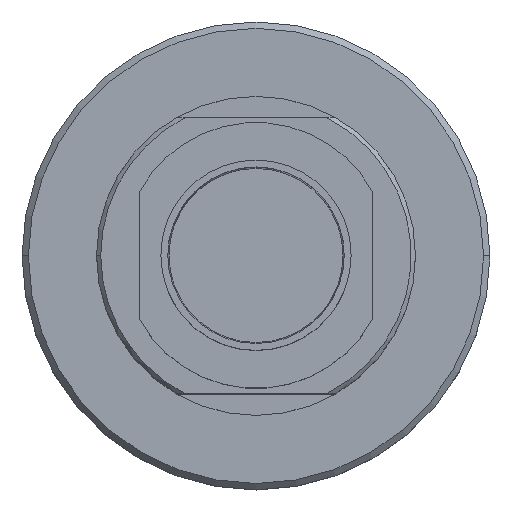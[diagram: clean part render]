
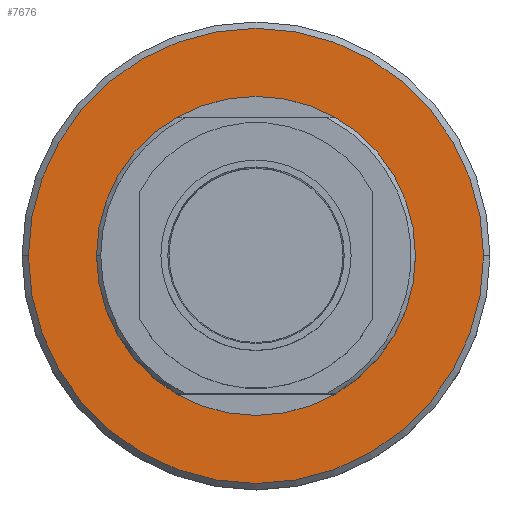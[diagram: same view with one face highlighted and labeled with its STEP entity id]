
A CAD part, top view. The second image highlights one B-rep face of the part: STEP entity #7676.
In plain terms, the highlighted planar face has unit normal (0, 0, 1).
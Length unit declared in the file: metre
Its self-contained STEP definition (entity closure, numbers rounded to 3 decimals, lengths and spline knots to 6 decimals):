
#223 = AXIS2_PLACEMENT_3D ( 'NONE', #2841, #7353, #3474 ) ;
#234 = ORIENTED_EDGE ( 'NONE', *, *, #1372, .T. ) ;
#255 = EDGE_CURVE ( 'NONE', #5187, #942, #627, .T. ) ;
#320 = DIRECTION ( 'NONE',  ( -1., 0., 0. ) ) ;
#627 = CIRCLE ( 'NONE', #3213, 0.0055 ) ;
#736 = EDGE_LOOP ( 'NONE', ( #6708, #234 ) ) ;
#740 = DIRECTION ( 'NONE',  ( 0., 0., -1. ) ) ;
#942 = VERTEX_POINT ( 'NONE', #3803 ) ;
#1217 = CIRCLE ( 'NONE', #7599, 0.0055 ) ;
#1372 = EDGE_CURVE ( 'NONE', #942, #5187, #1217, .T. ) ;
#1411 = ORIENTED_EDGE ( 'NONE', *, *, #1968, .T. ) ;
#1550 = CIRCLE ( 'NONE', #223, 0.0107 ) ;
#1804 = CARTESIAN_POINT ( 'NONE',  ( 0., 0., 0. ) ) ;
#1968 = EDGE_CURVE ( 'NONE', #6076, #3388, #8316, .T. ) ;
#2478 = DIRECTION ( 'NONE',  ( -1., 0., 0. ) ) ;
#2540 = DIRECTION ( 'NONE',  ( 0., 0., -1. ) ) ;
#2697 = CARTESIAN_POINT ( 'NONE',  ( 0., 0., 0. ) ) ;
#2841 = CARTESIAN_POINT ( 'NONE',  ( 0., 0., 0. ) ) ;
#2924 = FACE_BOUND ( 'NONE', #736, .T. ) ;
#2983 = CARTESIAN_POINT ( 'NONE',  ( -0.0055, 0., 0. ) ) ;
#3003 = EDGE_CURVE ( 'NONE', #3388, #6076, #1550, .T. ) ;
#3096 = AXIS2_PLACEMENT_3D ( 'NONE', #2697, #740, #5260 ) ;
#3213 = AXIS2_PLACEMENT_3D ( 'NONE', #1804, #6336, #2478 ) ;
#3388 = VERTEX_POINT ( 'NONE', #3685 ) ;
#3474 = DIRECTION ( 'NONE',  ( -1., 0., 0. ) ) ;
#3685 = CARTESIAN_POINT ( 'NONE',  ( -0.0107, 0., 0. ) ) ;
#3803 = CARTESIAN_POINT ( 'NONE',  ( 0.0055, 0., 0. ) ) ;
#4215 = DIRECTION ( 'NONE',  ( 0., 0., 1. ) ) ;
#4618 = PLANE ( 'NONE',  #3096 ) ;
#5079 = EDGE_LOOP ( 'NONE', ( #5214, #1411 ) ) ;
#5187 = VERTEX_POINT ( 'NONE', #2983 ) ;
#5214 = ORIENTED_EDGE ( 'NONE', *, *, #3003, .T. ) ;
#5260 = DIRECTION ( 'NONE',  ( -1., 0., 0. ) ) ;
#6076 = VERTEX_POINT ( 'NONE', #6443 ) ;
#6336 = DIRECTION ( 'NONE',  ( 0., 0., -1. ) ) ;
#6358 = FACE_OUTER_BOUND ( 'NONE', #5079, .T. ) ;
#6400 = CARTESIAN_POINT ( 'NONE',  ( 0., 0., 0. ) ) ;
#6443 = CARTESIAN_POINT ( 'NONE',  ( 0.0107, 0., 0. ) ) ;
#6708 = ORIENTED_EDGE ( 'NONE', *, *, #255, .T. ) ;
#7046 = DIRECTION ( 'NONE',  ( -1., 0., 0. ) ) ;
#7121 = AXIS2_PLACEMENT_3D ( 'NONE', #8088, #4215, #320 ) ;
#7353 = DIRECTION ( 'NONE',  ( 0., 0., 1. ) ) ;
#7599 = AXIS2_PLACEMENT_3D ( 'NONE', #6400, #2540, #7046 ) ;
#7676 = ADVANCED_FACE ( 'NONE', ( #6358, #2924 ), #4618, .F. ) ;
#8088 = CARTESIAN_POINT ( 'NONE',  ( 0., 0., 0. ) ) ;
#8316 = CIRCLE ( 'NONE', #7121, 0.0107 ) ;
